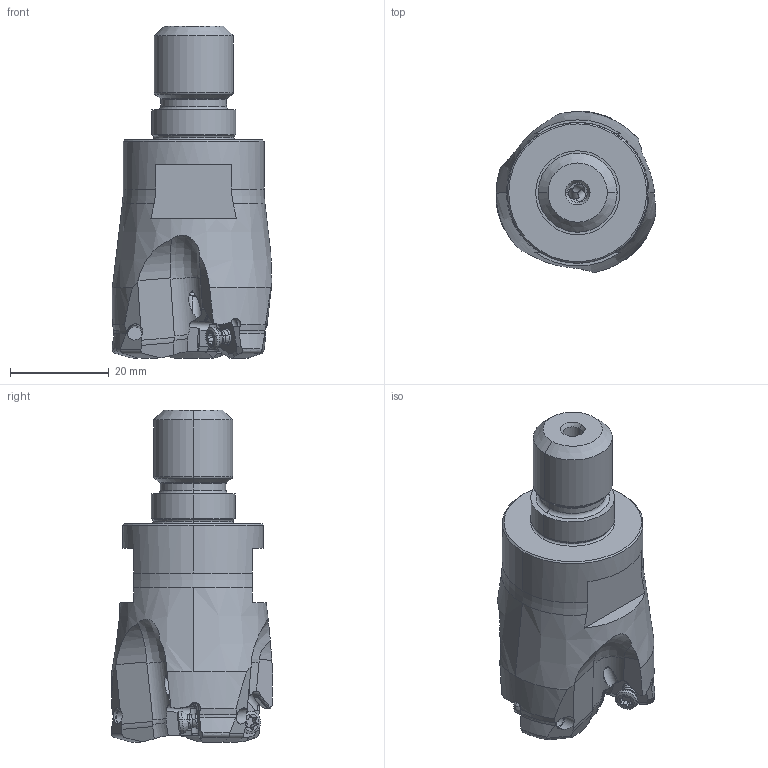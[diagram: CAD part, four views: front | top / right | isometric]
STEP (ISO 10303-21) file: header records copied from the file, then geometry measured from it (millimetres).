
FILE_DESCRIPTION(/* description */ (''),/* implementation_level */ '2;1');
FILE_NAME(/* name */ 'WJX09UR2203AM1645.stp',/* time_stamp */ '2020-10-29T16:34:40+09:00',/* author */ (''),/* organization */ (''),/* preprocessor_version */ 'ST-DEVELOPER v16',/* originating_system */ 'SIEMENS PLM Software NX 10.0',/* authorisation */ '');
FILE_SCHEMA (('AUTOMOTIVE_DESIGN { 1 0 10303 214 3 1 1 1 }'));
Length unit declared in the file: millimetre
Products named in the file (1): WJX09UR2203AM1645_ASM
Bounding box: 32.35 x 32.72 x 67.2 mm (x, y, z)
Volume: 30417.9 mm3; surface area: 8390.3 mm2
Topology: 4 solids, 4 shells, 405 faces, 1174 edges, 770 vertices
Faces by surface type: cylinder 167, plane 109, cone 48, torus 39, sphere 24, bspline 18
Entity records: 17186 total; most frequent: CARTESIAN_POINT 6637, ORIENTED_EDGE 2320, DIRECTION 2123, EDGE_CURVE 1160, AXIS2_PLACEMENT_3D 899, VERTEX_POINT 764, EDGE_LOOP 418, ADVANCED_FACE 405
